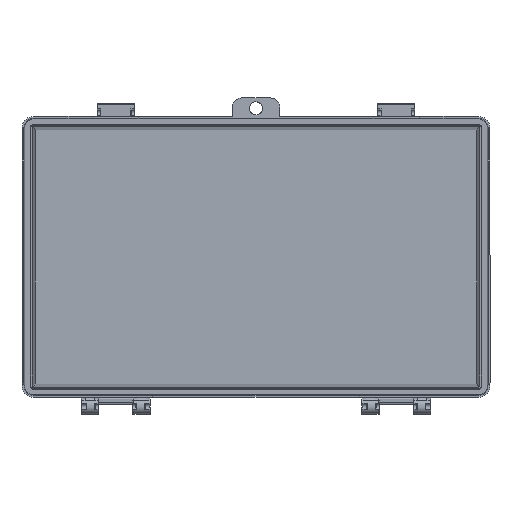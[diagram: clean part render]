
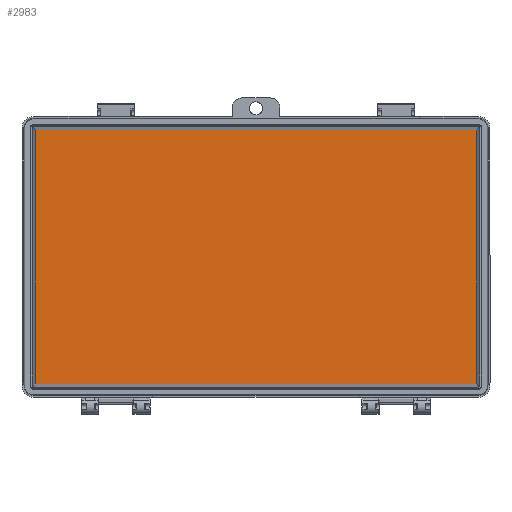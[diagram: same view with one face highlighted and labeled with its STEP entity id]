
A CAD part, front view. The second image highlights one B-rep face of the part: STEP entity #2983.
In plain terms, the highlighted planar face has unit normal (0, -1, 0).
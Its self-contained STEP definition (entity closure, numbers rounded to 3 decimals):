
#28 =( BOUNDED_CURVE ( )  B_SPLINE_CURVE ( 3, ( #8257, #8258, #8259, #8260 ),
 .UNSPECIFIED., .F., .T. ) 
 B_SPLINE_CURVE_WITH_KNOTS ( ( 4, 4 ),
 ( 2.358, 3.926 ),
 .UNSPECIFIED. ) 
 CURVE ( )  GEOMETRIC_REPRESENTATION_ITEM ( )  RATIONAL_B_SPLINE_CURVE ( ( 1., 0.805, 0.805, 1. ) ) 
 REPRESENTATION_ITEM ( '' )  );
#63 =( BOUNDED_CURVE ( )  B_SPLINE_CURVE ( 3, ( #7473, #7474, #7475, #7476 ),
 .UNSPECIFIED., .F., .T. ) 
 B_SPLINE_CURVE_WITH_KNOTS ( ( 4, 4 ),
 ( 2.358, 3.926 ),
 .UNSPECIFIED. ) 
 CURVE ( )  GEOMETRIC_REPRESENTATION_ITEM ( )  RATIONAL_B_SPLINE_CURVE ( ( 1., 0.805, 0.805, 1. ) ) 
 REPRESENTATION_ITEM ( '' )  );
#80 =( BOUNDED_CURVE ( )  B_SPLINE_CURVE ( 3, ( #7549, #7550, #7551, #7552 ),
 .UNSPECIFIED., .F., .T. ) 
 B_SPLINE_CURVE_WITH_KNOTS ( ( 4, 4 ),
 ( 2.358, 3.926 ),
 .UNSPECIFIED. ) 
 CURVE ( )  GEOMETRIC_REPRESENTATION_ITEM ( )  RATIONAL_B_SPLINE_CURVE ( ( 1., 0.805, 0.805, 1. ) ) 
 REPRESENTATION_ITEM ( '' )  );
#96 =( BOUNDED_CURVE ( )  B_SPLINE_CURVE ( 3, ( #7490, #7491, #7492, #7493 ),
 .UNSPECIFIED., .F., .T. ) 
 B_SPLINE_CURVE_WITH_KNOTS ( ( 4, 4 ),
 ( 2.358, 3.926 ),
 .UNSPECIFIED. ) 
 CURVE ( )  GEOMETRIC_REPRESENTATION_ITEM ( )  RATIONAL_B_SPLINE_CURVE ( ( 1., 0.805, 0.805, 1. ) ) 
 REPRESENTATION_ITEM ( '' )  );
#302 = CARTESIAN_POINT ( 'NONE',  ( -117.558, 32.3, -68.057 ) ) ;
#379 = CARTESIAN_POINT ( 'NONE',  ( 118.057, 32.3, -67.558 ) ) ;
#600 = VERTEX_POINT ( 'NONE', #379 ) ;
#602 = VERTEX_POINT ( 'NONE', #302 ) ;
#614 = ORIENTED_EDGE ( 'NONE', *, *, #3685, .T. ) ;
#617 = ORIENTED_EDGE ( 'NONE', *, *, #3635, .T. ) ;
#675 = ORIENTED_EDGE ( 'NONE', *, *, #3785, .T. ) ;
#700 = ORIENTED_EDGE ( 'NONE', *, *, #3632, .T. ) ;
#750 = ORIENTED_EDGE ( 'NONE', *, *, #3800, .T. ) ;
#792 = ORIENTED_EDGE ( 'NONE', *, *, #3622, .T. ) ;
#802 = ORIENTED_EDGE ( 'NONE', *, *, #3801, .T. ) ;
#851 = ORIENTED_EDGE ( 'NONE', *, *, #3648, .T. ) ;
#930 = VERTEX_POINT ( 'NONE', #6463 ) ;
#975 = VERTEX_POINT ( 'NONE', #6617 ) ;
#997 = VERTEX_POINT ( 'NONE', #6762 ) ;
#1043 = VERTEX_POINT ( 'NONE', #6693 ) ;
#1077 = VERTEX_POINT ( 'NONE', #6712 ) ;
#1168 = VERTEX_POINT ( 'NONE', #6620 ) ;
#2983 = ADVANCED_FACE ( 'NONE', ( #5828 ), #12150, .F. ) ;
#3622 = EDGE_CURVE ( 'NONE', #600, #1043, #6189, .T. ) ;
#3632 = EDGE_CURVE ( 'NONE', #997, #602, #63, .T. ) ;
#3635 = EDGE_CURVE ( 'NONE', #1043, #975, #96, .T. ) ;
#3648 = EDGE_CURVE ( 'NONE', #1077, #1168, #80, .T. ) ;
#3685 = EDGE_CURVE ( 'NONE', #1168, #997, #6242, .T. ) ;
#3785 = EDGE_CURVE ( 'NONE', #602, #930, #6358, .T. ) ;
#3800 = EDGE_CURVE ( 'NONE', #975, #1077, #6370, .T. ) ;
#3801 = EDGE_CURVE ( 'NONE', #930, #600, #28, .T. ) ;
#5828 = FACE_OUTER_BOUND ( 'NONE', #13816, .T. ) ;
#6189 = LINE ( 'NONE', #7444, #13245 ) ;
#6242 = LINE ( 'NONE', #7702, #13314 ) ;
#6358 = LINE ( 'NONE', #8199, #8774 ) ;
#6370 = LINE ( 'NONE', #8255, #8788 ) ;
#6463 = CARTESIAN_POINT ( 'NONE',  ( 117.558, 32.3, -68.057 ) ) ;
#6617 = CARTESIAN_POINT ( 'NONE',  ( 117.558, 32.3, 68.057 ) ) ;
#6620 = CARTESIAN_POINT ( 'NONE',  ( -118.057, 32.3, 67.558 ) ) ;
#6693 = CARTESIAN_POINT ( 'NONE',  ( 118.057, 32.3, 67.558 ) ) ;
#6712 = CARTESIAN_POINT ( 'NONE',  ( -117.558, 32.3, 68.057 ) ) ;
#6762 = CARTESIAN_POINT ( 'NONE',  ( -118.057, 32.3, -67.558 ) ) ;
#7444 = CARTESIAN_POINT ( 'NONE',  ( 118.057, 32.3, 69.519 ) ) ;
#7445 = DIRECTION ( 'NONE',  ( 0., 0., 1. ) ) ;
#7473 = CARTESIAN_POINT ( 'NONE',  ( -118.057, 32.3, -67.558 ) ) ;
#7474 = CARTESIAN_POINT ( 'NONE',  ( -118.057, 32.3, -67.851 ) ) ;
#7475 = CARTESIAN_POINT ( 'NONE',  ( -117.851, 32.3, -68.057 ) ) ;
#7476 = CARTESIAN_POINT ( 'NONE',  ( -117.558, 32.3, -68.057 ) ) ;
#7490 = CARTESIAN_POINT ( 'NONE',  ( 118.057, 32.3, 67.558 ) ) ;
#7491 = CARTESIAN_POINT ( 'NONE',  ( 118.057, 32.3, 67.851 ) ) ;
#7492 = CARTESIAN_POINT ( 'NONE',  ( 117.851, 32.3, 68.057 ) ) ;
#7493 = CARTESIAN_POINT ( 'NONE',  ( 117.558, 32.3, 68.057 ) ) ;
#7549 = CARTESIAN_POINT ( 'NONE',  ( -117.558, 32.3, 68.057 ) ) ;
#7550 = CARTESIAN_POINT ( 'NONE',  ( -117.851, 32.3, 68.057 ) ) ;
#7551 = CARTESIAN_POINT ( 'NONE',  ( -118.057, 32.3, 67.851 ) ) ;
#7552 = CARTESIAN_POINT ( 'NONE',  ( -118.057, 32.3, 67.558 ) ) ;
#7702 = CARTESIAN_POINT ( 'NONE',  ( -118.057, 32.3, 69.519 ) ) ;
#7703 = DIRECTION ( 'NONE',  ( 0., 0., -1. ) ) ;
#8199 = CARTESIAN_POINT ( 'NONE',  ( -119.519, 32.3, -68.057 ) ) ;
#8200 = DIRECTION ( 'NONE',  ( 1., 0., 0. ) ) ;
#8255 = CARTESIAN_POINT ( 'NONE',  ( -119.519, 32.3, 68.057 ) ) ;
#8256 = DIRECTION ( 'NONE',  ( -1., 0., 0. ) ) ;
#8257 = CARTESIAN_POINT ( 'NONE',  ( 117.558, 32.3, -68.057 ) ) ;
#8258 = CARTESIAN_POINT ( 'NONE',  ( 117.851, 32.3, -68.057 ) ) ;
#8259 = CARTESIAN_POINT ( 'NONE',  ( 118.057, 32.3, -67.851 ) ) ;
#8260 = CARTESIAN_POINT ( 'NONE',  ( 118.057, 32.3, -67.558 ) ) ;
#8774 = VECTOR ( 'NONE', #8200, 1000. ) ;
#8788 = VECTOR ( 'NONE', #8256, 1000. ) ;
#11893 = AXIS2_PLACEMENT_3D ( 'NONE', #12151, #12152, #12153 ) ;
#12150 = PLANE ( 'NONE',  #11893 ) ;
#12151 = CARTESIAN_POINT ( 'NONE',  ( -119., 32.3, -69. ) ) ;
#12152 = DIRECTION ( 'NONE',  ( 0., 1., 0. ) ) ;
#12153 = DIRECTION ( 'NONE',  ( 0., 0., 1. ) ) ;
#13245 = VECTOR ( 'NONE', #7445, 1000. ) ;
#13314 = VECTOR ( 'NONE', #7703, 1000. ) ;
#13816 = EDGE_LOOP ( 'NONE', ( #792, #617, #750, #851, #614, #700, #675, #802 ) ) ;
